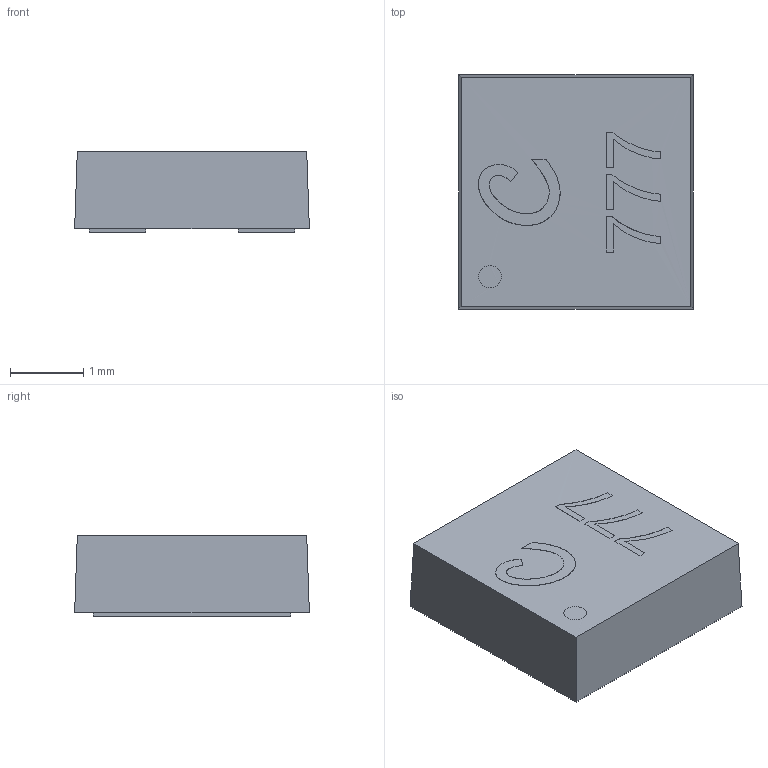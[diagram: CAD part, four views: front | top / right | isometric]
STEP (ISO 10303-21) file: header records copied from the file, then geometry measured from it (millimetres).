
FILE_DESCRIPTION(('FreeCAD Model'),'2;1');
FILE_NAME('Open CASCADE Shape Model','2024-11-16T17:17:20',(''),(''), 'Open CASCADE STEP processor 7.6','FreeCAD','Unknown');
FILE_SCHEMA(('AUTOMOTIVE_DESIGN { 1 0 10303 214 1 1 1 1 }'));
Length unit declared in the file: millimetre
Products named in the file (1): Coilcraft-XFL3010
Bounding box: 3.2 x 3.2 x 1.1 mm (x, y, z)
Volume: 10.7 mm3; surface area: 34 mm2
Topology: 1 solids, 1 shells, 58 faces, 134 edges, 85 vertices
Faces by surface type: plane 38, bspline 18, cylinder 2
Entity records: 2634 total; most frequent: CARTESIAN_POINT 1020, ORIENTED_EDGE 268, DIRECTION 184, EDGE_CURVE 134, LINE 94, VECTOR 94, VERTEX_POINT 85, FACE_BOUND 65
